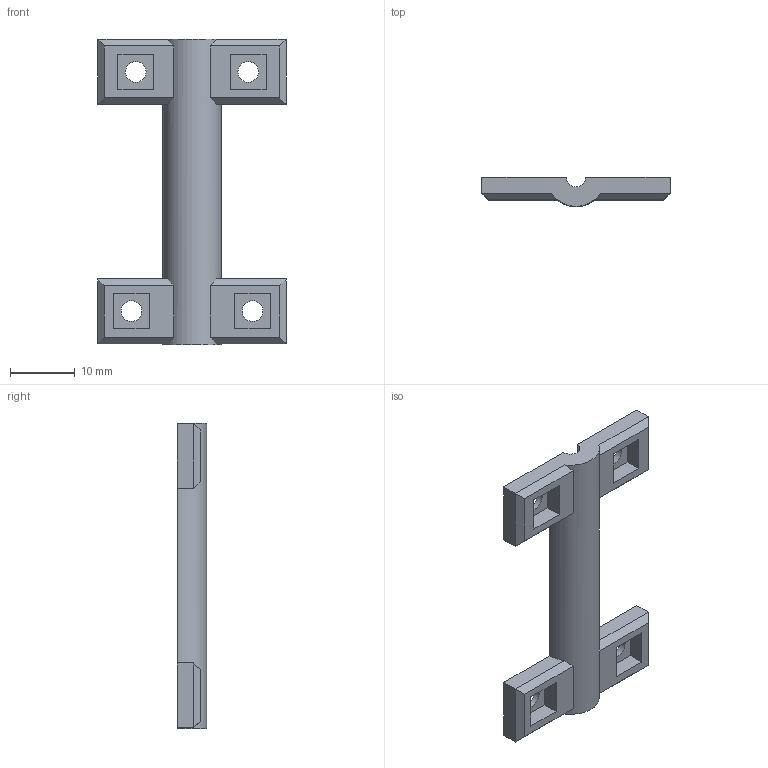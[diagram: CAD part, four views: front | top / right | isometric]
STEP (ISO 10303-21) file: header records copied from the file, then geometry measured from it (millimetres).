
FILE_DESCRIPTION(/* description */ (''),/* implementation_level */ '2;1');
FILE_NAME(/* name */ 'BicinetaIman_Soporte_backward.step',/* time_stamp */ '2024-07-11T12:36:17-05:00',/* author */ (''),/* organization */ (''),/* preprocessor_version */ 'ST-DEVELOPER v20',/* originating_system */ 'Autodesk Translation Framework v13.14.0.145',/* authorisation */ '');
FILE_SCHEMA (('AUTOMOTIVE_DESIGN { 1 0 10303 214 3 1 1 }'));
Length unit declared in the file: millimetre
Products named in the file (1): BicinetaIman_Soporte
Bounding box: 29 x 4.5 x 47 mm (x, y, z)
Volume: 2402.7 mm3; surface area: 2483.6 mm2
Topology: 1 solids, 1 shells, 56 faces, 142 edges, 92 vertices
Faces by surface type: plane 50, cylinder 6
Full cylindrical faces by diameter (mm): 3.2 x4
Entity records: 1717 total; most frequent: CARTESIAN_POINT 291, ORIENTED_EDGE 284, DIRECTION 282, EDGE_CURVE 142, LINE 116, VECTOR 116, VERTEX_POINT 92, AXIS2_PLACEMENT_3D 83
